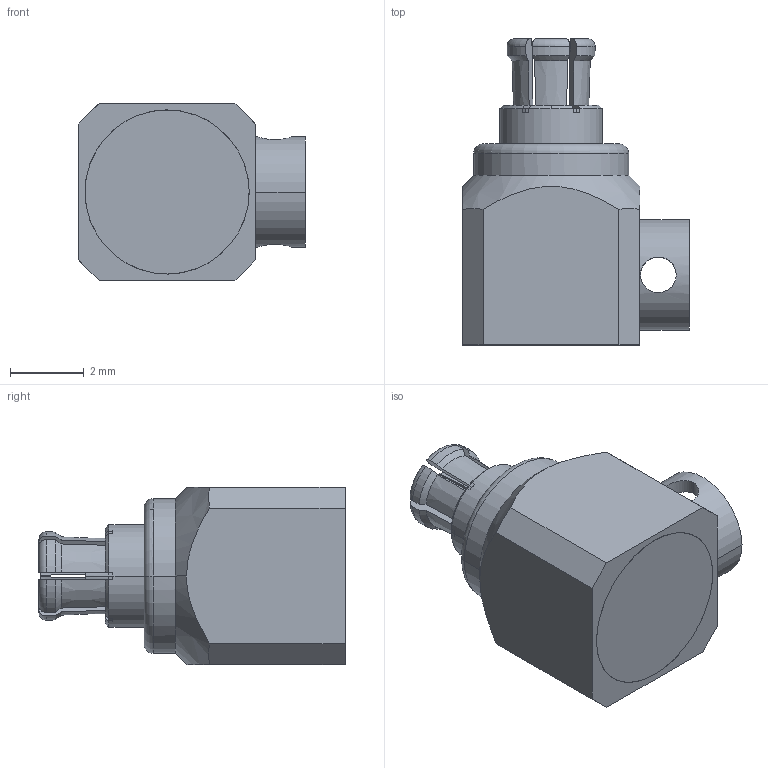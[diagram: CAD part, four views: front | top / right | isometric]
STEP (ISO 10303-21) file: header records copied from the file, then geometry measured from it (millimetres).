
FILE_DESCRIPTION (( 'STEP AP214' ), '1' );
FILE_NAME ('FMCN5527_3D.step', '2026-03-03T23:23:17', ( '' ), ( '' ), 'SwSTEP 2.0', 'SolidWorks 2025', '' );
FILE_SCHEMA (( 'AUTOMOTIVE_DESIGN' ));
Length unit declared in the file: inch
Products named in the file (4): FMCN5527_3D; PE48096; PE48096_MA1; PE48096_MA2
Assembly tree (3 placements, depth 2):
  FMCN5527_3D
    PE48096
    PE48096_MA1
    PE48096_MA2
Bounding box: 6.15 x 8.3 x 4.8 mm (x, y, z)
Volume: 67.1 mm3; surface area: 289.8 mm2
Topology: 3 solids, 3 shells, 156 faces, 418 edges, 269 vertices
Faces by surface type: plane 64, cone 44, cylinder 40, torus 8
Entity records: 5501 total; most frequent: CARTESIAN_POINT 1521, ORIENTED_EDGE 832, DIRECTION 800, EDGE_CURVE 416, AXIS2_PLACEMENT_3D 326, VERTEX_POINT 269, EDGE_LOOP 167, CIRCLE 164
